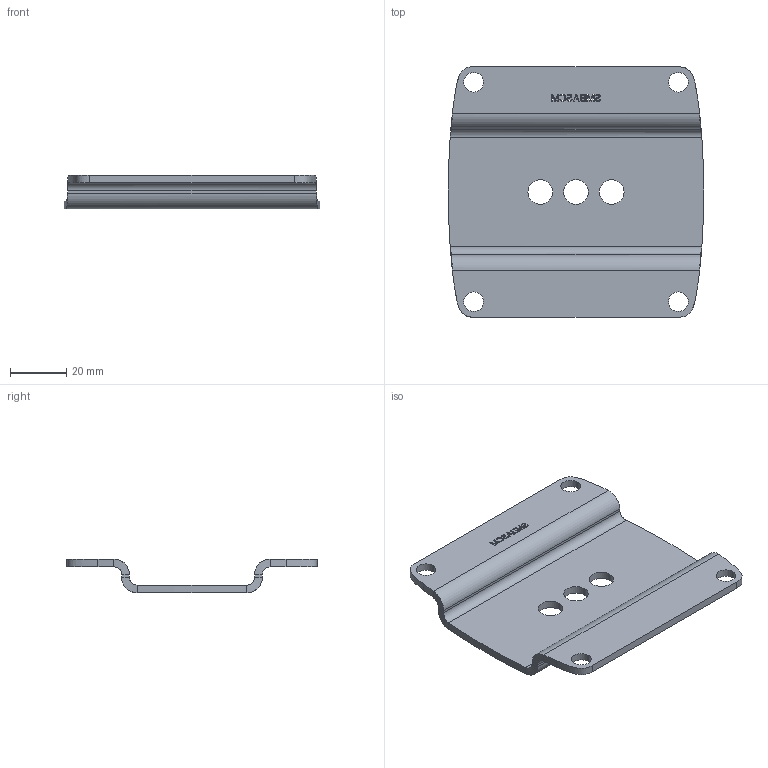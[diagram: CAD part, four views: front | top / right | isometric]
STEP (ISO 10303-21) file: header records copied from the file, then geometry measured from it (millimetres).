
FILE_DESCRIPTION((''),'2;1');
FILE_NAME('155379_SW','2011-05-05T',('banengservice'),('BANNER ENGINEERING'),'PRO/ENGINEER BY PARAMETRIC TECHNOLOGY CORPORATION, 2009141','PRO/ENGINEER BY PARAMETRIC TECHNOLOGY CORPORATION, 2009141','');
FILE_SCHEMA(('CONFIG_CONTROL_DESIGN'));
Length unit declared in the file: inch
Products named in the file (1): 155379_SW
Bounding box: 90.83 x 89 x 12 mm (x, y, z)
Volume: 23514.8 mm3; surface area: 18741.2 mm2
Topology: 4 solids, 4 shells, 286 faces, 802 edges, 524 vertices
Faces by surface type: plane 246, cylinder 28, bspline 12
Entity records: 9784 total; most frequent: CARTESIAN_POINT 2384, ORIENTED_EDGE 1604, DIRECTION 1366, EDGE_CURVE 802, VECTOR 738, LINE 738, VERTEX_POINT 524, AXIS2_PLACEMENT_3D 314
